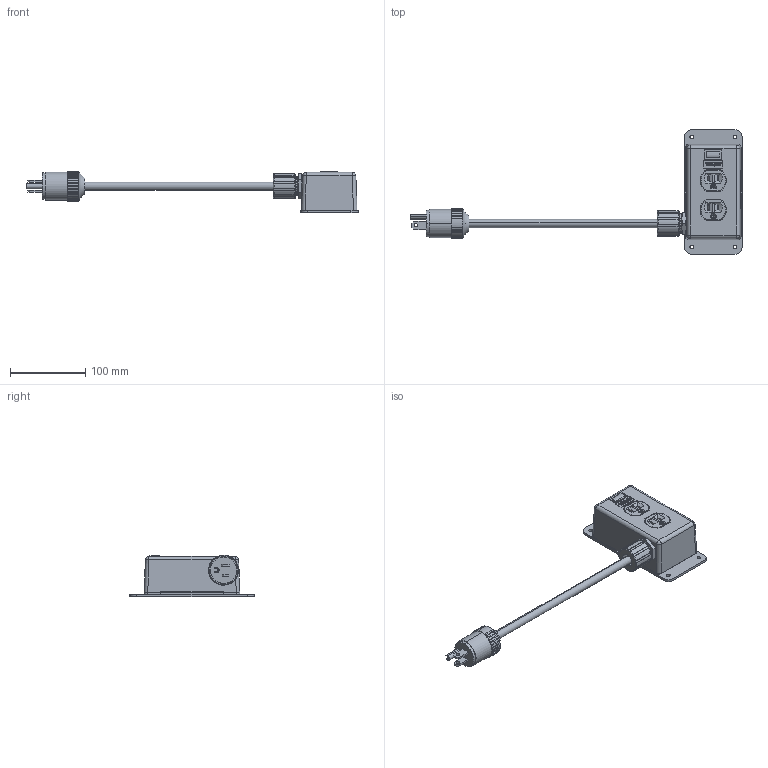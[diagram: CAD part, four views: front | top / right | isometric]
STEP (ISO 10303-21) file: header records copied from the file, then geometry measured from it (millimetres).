
FILE_DESCRIPTION (( 'STEP AP214' ), '1' );
FILE_NAME ('1101-084-E.STEP', '2019-01-22T23:03:00', ( '' ), ( '' ), 'SwSTEP 2.0', 'SolidWorks 2018', '' );
FILE_SCHEMA (( 'AUTOMOTIVE_DESIGN' ));
Length unit declared in the file: inch
Products named in the file (57): 3500-036; 5252CU.stp; 5252-312.stp; 2003-651; 8200EW_AF1_ASM.stp; 2003-1052; 2003-592; 5252CF.stp; 5252CM.stp; 15LW_AF1.stp; 8200FD.stp; 5252DC_ASM.stp; 5261-150BV.stp; 5261-150.stp; 2100-028; 2400-075; 15LW_AF0.stp; 2420-017_Tabs Removed; 1_ASM.stp; ECN 14587 redline 2400-354 .stp; 8200EV_AF0.stp; 5252BQ_AF0.stp; 3450-054_; 2109-046; 1101-084-E; 5252CS.stp; 2004-051; 3520-162_short cord; 5252CZ_ASM.stp; 2021-044
Assembly tree (32 placements, depth 6):
  2003-1052
  2003-592
  5252-312.stp
  5252CM.stp
  8200FD.stp
Bounding box: 440.38 x 165.1 x 55.34 mm (x, y, z)
Volume: 262736.6 mm3; surface area: 159875.8 mm2
Topology: 77 solids, 95 shells, 4685 faces, 12083 edges, 7530 vertices
Faces by surface type: plane 2580, cylinder 1118, bspline 444, cone 344, sphere 103, torus 96
Entity records: 155889 total; most frequent: CARTESIAN_POINT 50097, ORIENTED_EDGE 20538, DIRECTION 18600, EDGE_CURVE 10279, VERTEX_POINT 6476, VECTOR 6342, LINE 6342, AXIS2_PLACEMENT_3D 6129
